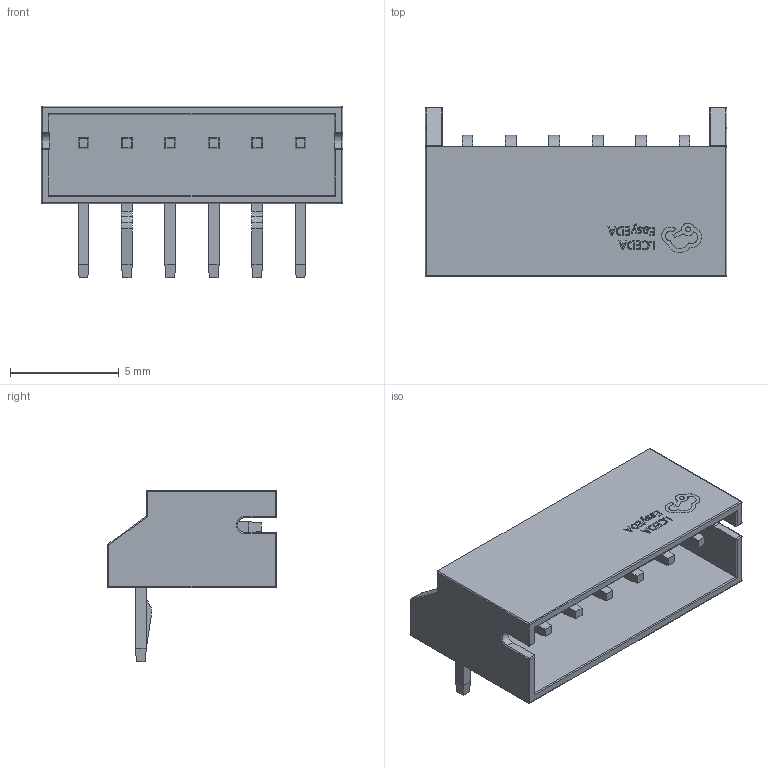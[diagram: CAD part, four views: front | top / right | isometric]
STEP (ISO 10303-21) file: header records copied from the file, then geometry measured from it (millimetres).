
FILE_DESCRIPTION(/* description */ ('Designed by EasyEDA Pro'),/* implementation_level */ '2;1');
FILE_NAME(/* name */ 'CONN-THT_1x6P-P2.0-H_S6B-PH-K-S-LF-SN.step',/* time_stamp */ '2024-01-01T17:42:33+08:00',/* author */ ('20220615'),/* organization */ ('Open CASCADE'),/* preprocessor_version */ 'ST-DEVELOPER v19',/* originating_system */ 'Autodesk Inventor 2023',/* authorisation */ 'Unknown');
FILE_SCHEMA (('AUTOMOTIVE_DESIGN { 1 0 10303 214 3 1 1 }'));
Length unit declared in the file: millimetre
Products named in the file (4): PCBModel; U1; CONN-TH_6P-P2.00_S6B-PH-K-S-LF-SN; COMPOUND
Assembly tree (3 placements, depth 4):
  PCBModel
    U1
      CONN-TH_6P-P2.00_S6B-PH-K-S-LF-SN
        COMPOUND
Bounding box: 13.9 x 7.79 x 7.9 mm (x, y, z)
Volume: 171.2 mm3; surface area: 652.5 mm2
Topology: 14 solids, 14 shells, 508 faces, 1270 edges, 790 vertices
Faces by surface type: plane 295, bspline 100, cylinder 91, sphere 16, torus 6
Entity records: 15701 total; most frequent: CARTESIAN_POINT 3636, ORIENTED_EDGE 2516, DIRECTION 2210, EDGE_CURVE 1258, LINE 906, VECTOR 906, VERTEX_POINT 790, AXIS2_PLACEMENT_3D 652
